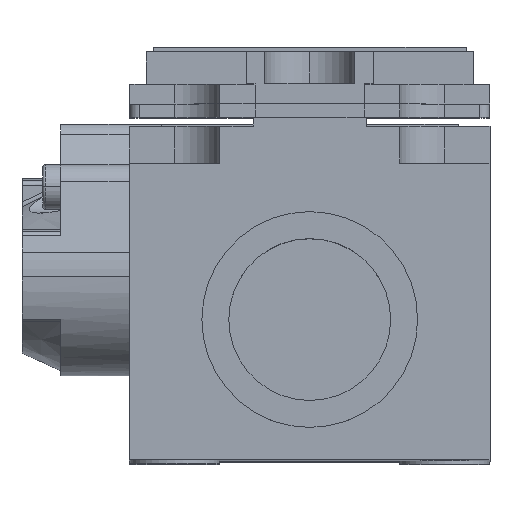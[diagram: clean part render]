
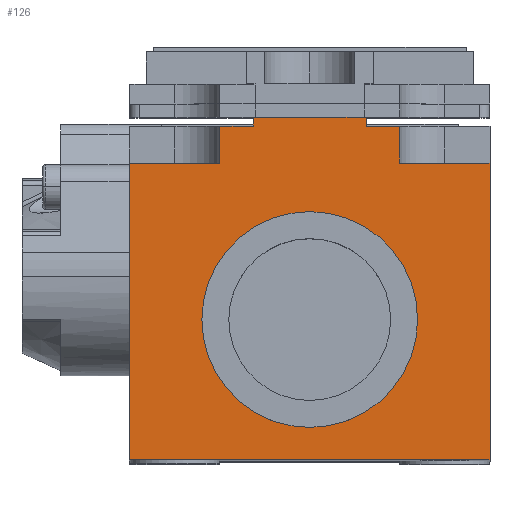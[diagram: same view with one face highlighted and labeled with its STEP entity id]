
A CAD part, top view. The second image highlights one B-rep face of the part: STEP entity #126.
In plain terms, the highlighted planar face has unit normal (0, 0, 1).
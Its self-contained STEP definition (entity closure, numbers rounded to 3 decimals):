
#126=ADVANCED_FACE('',(#789,#790),#791,.F.);
#789=FACE_OUTER_BOUND('',#2186,.T.);
#790=FACE_BOUND('',#2187,.T.);
#791=PLANE('',#2188);
#2186=EDGE_LOOP('',(#4237,#4238,#4239,#4240,#4241,#4242,#4243,#4244,#4245,#4246,#4247,#4248));
#2187=EDGE_LOOP('',(#4249,#4250));
#2188=AXIS2_PLACEMENT_3D('',#4251,#4252,#4253);
#4237=ORIENTED_EDGE('',*,*,#9726,.T.);
#4238=ORIENTED_EDGE('',*,*,#9727,.F.);
#4239=ORIENTED_EDGE('',*,*,#9728,.F.);
#4240=ORIENTED_EDGE('',*,*,#9729,.F.);
#4241=ORIENTED_EDGE('',*,*,#9730,.F.);
#4242=ORIENTED_EDGE('',*,*,#9731,.F.);
#4243=ORIENTED_EDGE('',*,*,#9732,.F.);
#4244=ORIENTED_EDGE('',*,*,#9733,.T.);
#4245=ORIENTED_EDGE('',*,*,#9734,.T.);
#4246=ORIENTED_EDGE('',*,*,#9735,.F.);
#4247=ORIENTED_EDGE('',*,*,#9736,.F.);
#4248=ORIENTED_EDGE('',*,*,#9737,.T.);
#4249=ORIENTED_EDGE('',*,*,#9738,.F.);
#4250=ORIENTED_EDGE('',*,*,#9739,.F.);
#4251=CARTESIAN_POINT('',(0.0,0.0,0.0));
#4252=DIRECTION('',(0.0,0.0,-1.0));
#4253=DIRECTION('',(0.0,-1.0,0.0));
#9726=EDGE_CURVE('',#11497,#11498,#11499,.T.);
#9727=EDGE_CURVE('',#11500,#11498,#11501,.T.);
#9728=EDGE_CURVE('',#11502,#11500,#11503,.T.);
#9729=EDGE_CURVE('',#11504,#11502,#11505,.T.);
#9730=EDGE_CURVE('',#11506,#11504,#11507,.T.);
#9731=EDGE_CURVE('',#11508,#11506,#11509,.T.);
#9732=EDGE_CURVE('',#11510,#11508,#11511,.T.);
#9733=EDGE_CURVE('',#11510,#11512,#11513,.T.);
#9734=EDGE_CURVE('',#11512,#11514,#11515,.T.);
#9735=EDGE_CURVE('',#11516,#11514,#11517,.T.);
#9736=EDGE_CURVE('',#11518,#11516,#11519,.T.);
#9737=EDGE_CURVE('',#11518,#11497,#11520,.T.);
#9738=EDGE_CURVE('',#11521,#11522,#11523,.T.);
#9739=EDGE_CURVE('',#11522,#11521,#11524,.T.);
#11497=VERTEX_POINT('',#14424);
#11498=VERTEX_POINT('',#14425);
#11499=LINE('',#14426,#14427);
#11500=VERTEX_POINT('',#14428);
#11501=LINE('',#14429,#14430);
#11502=VERTEX_POINT('',#14431);
#11503=LINE('',#14432,#14433);
#11504=VERTEX_POINT('',#14434);
#11505=LINE('',#14435,#14436);
#11506=VERTEX_POINT('',#14437);
#11507=LINE('',#14438,#14439);
#11508=VERTEX_POINT('',#14440);
#11509=LINE('',#14441,#14442);
#11510=VERTEX_POINT('',#14443);
#11511=LINE('',#14444,#14445);
#11512=VERTEX_POINT('',#14446);
#11513=LINE('',#14447,#14448);
#11514=VERTEX_POINT('',#14449);
#11515=LINE('',#14450,#14451);
#11516=VERTEX_POINT('',#14452);
#11517=LINE('',#14453,#14454);
#11518=VERTEX_POINT('',#14455);
#11519=LINE('',#14456,#14457);
#11520=LINE('',#14458,#14459);
#11521=VERTEX_POINT('',#14460);
#11522=VERTEX_POINT('',#14461);
#11523=CIRCLE('',#14462,9.265);
#11524=CIRCLE('',#14463,9.265);
#14424=CARTESIAN_POINT('',(-10.0,37.5,0.0));
#14425=CARTESIAN_POINT('',(-10.0,33.4,0.0));
#14426=CARTESIAN_POINT('',(-10.0,37.5,0.0));
#14427=VECTOR('',#19308,4.1);
#14428=CARTESIAN_POINT('',(-20.05,33.4,0.0));
#14429=CARTESIAN_POINT('',(-20.05,33.4,0.0));
#14430=VECTOR('',#19309,10.05);
#14431=CARTESIAN_POINT('',(-20.05,0.4,0.0));
#14432=CARTESIAN_POINT('',(-20.05,0.4,0.0));
#14433=VECTOR('',#19310,33.0);
#14434=CARTESIAN_POINT('',(20.05,0.4,0.0));
#14435=CARTESIAN_POINT('',(20.05,0.4,0.0));
#14436=VECTOR('',#19311,40.1);
#14437=CARTESIAN_POINT('',(20.05,33.4,0.0));
#14438=CARTESIAN_POINT('',(20.05,33.4,0.0));
#14439=VECTOR('',#19312,33.0);
#14440=CARTESIAN_POINT('',(10.0,33.4,0.0));
#14441=CARTESIAN_POINT('',(10.0,33.4,0.0));
#14442=VECTOR('',#19313,10.05);
#14443=CARTESIAN_POINT('',(10.0,37.5,0.0));
#14444=CARTESIAN_POINT('',(10.0,37.5,0.0));
#14445=VECTOR('',#19314,4.1);
#14446=CARTESIAN_POINT('',(6.275,37.5,0.0));
#14447=CARTESIAN_POINT('',(10.0,37.5,0.0));
#14448=VECTOR('',#19315,3.725);
#14449=CARTESIAN_POINT('',(6.275,38.5,0.0));
#14450=CARTESIAN_POINT('',(6.275,37.5,0.0));
#14451=VECTOR('',#19316,1.0);
#14452=CARTESIAN_POINT('',(-6.275,38.5,0.0));
#14453=CARTESIAN_POINT('',(-6.275,38.5,0.0));
#14454=VECTOR('',#19317,12.55);
#14455=CARTESIAN_POINT('',(-6.275,37.5,0.0));
#14456=CARTESIAN_POINT('',(-6.275,37.5,0.0));
#14457=VECTOR('',#19318,1.0);
#14458=CARTESIAN_POINT('',(-6.275,37.5,0.0));
#14459=VECTOR('',#19319,3.725);
#14460=CARTESIAN_POINT('',(-9.265,16.0,0.0));
#14461=CARTESIAN_POINT('',(9.265,16.0,0.0));
#14462=AXIS2_PLACEMENT_3D('',#19320,#19321,#19322);
#14463=AXIS2_PLACEMENT_3D('',#19323,#19324,#19325);
#19308=DIRECTION('',(0.0,-1.0,0.0));
#19309=DIRECTION('',(1.0,0.0,0.0));
#19310=DIRECTION('',(0.0,1.0,0.0));
#19311=DIRECTION('',(-1.0,0.0,0.0));
#19312=DIRECTION('',(0.0,-1.0,0.0));
#19313=DIRECTION('',(1.0,0.0,0.0));
#19314=DIRECTION('',(0.0,-1.0,0.0));
#19315=DIRECTION('',(-1.0,0.0,0.0));
#19316=DIRECTION('',(0.0,1.0,0.0));
#19317=DIRECTION('',(1.0,0.0,0.0));
#19318=DIRECTION('',(0.0,1.0,0.0));
#19319=DIRECTION('',(-1.0,0.0,0.0));
#19320=CARTESIAN_POINT('',(0.0,16.0,0.0));
#19321=DIRECTION('',(0.0,0.0,1.0));
#19322=DIRECTION('',(-1.0,0.0,0.0));
#19323=CARTESIAN_POINT('',(0.0,16.0,0.0));
#19324=DIRECTION('',(0.0,0.0,1.0));
#19325=DIRECTION('',(1.0,0.0,0.0));
